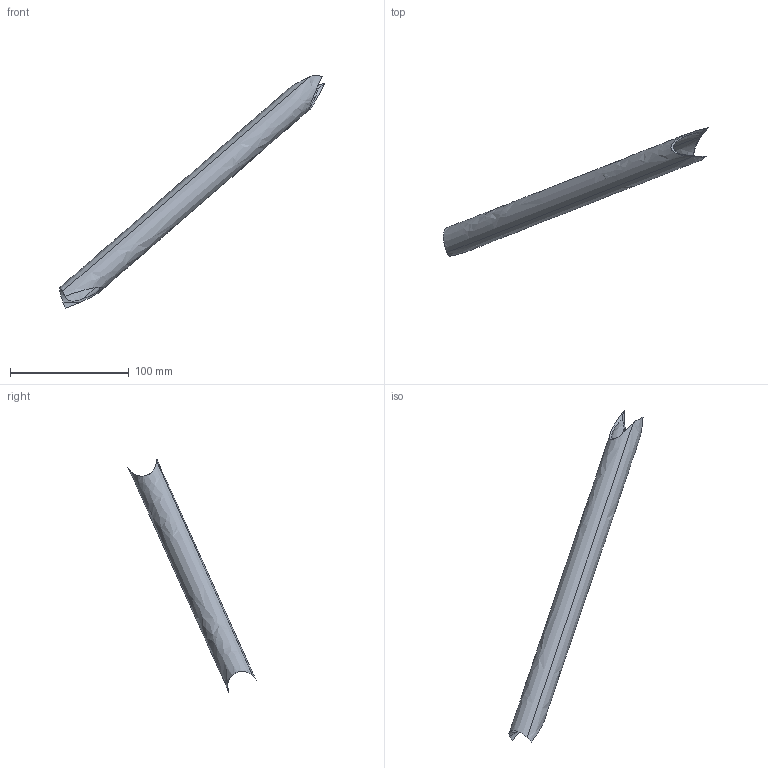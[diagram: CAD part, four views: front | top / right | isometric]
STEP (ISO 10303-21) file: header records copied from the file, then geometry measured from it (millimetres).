
FILE_DESCRIPTION(('CATIA V5 STEP Exchange'),'2;1');
FILE_NAME('15.stp','2017-12-23T17:56:14+00:00',('none'),('none'),'CATIA Version 5 Release 19 SP 2 (IN-10)','CATIA V5 STEP AP203','none');
FILE_SCHEMA(('CONFIG_CONTROL_DESIGN'));
Length unit declared in the file: millimetre
Products named in the file (1): Shape_929
Bounding box: 222.95 x 107.76 x 195.61 mm (x, y, z)
Volume: 29682.1 mm3; surface area: 40146.1 mm2
Topology: 1 solids, 1 shells, 11 faces, 31 edges, 21 vertices
Faces by surface type: cylinder 7, bspline 4
Entity records: 805 total; most frequent: CARTESIAN_POINT 558, ORIENTED_EDGE 62, EDGE_CURVE 31, B_SPLINE_CURVE_WITH_KNOTS 24, VERTEX_POINT 21, EDGE_LOOP 12, DIRECTION 11, ADVANCED_FACE 11
